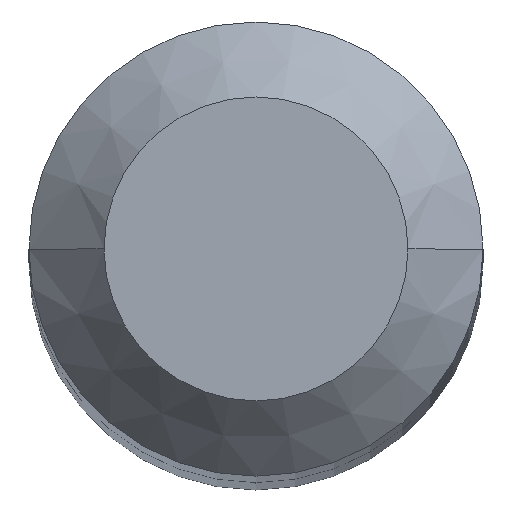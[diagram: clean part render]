
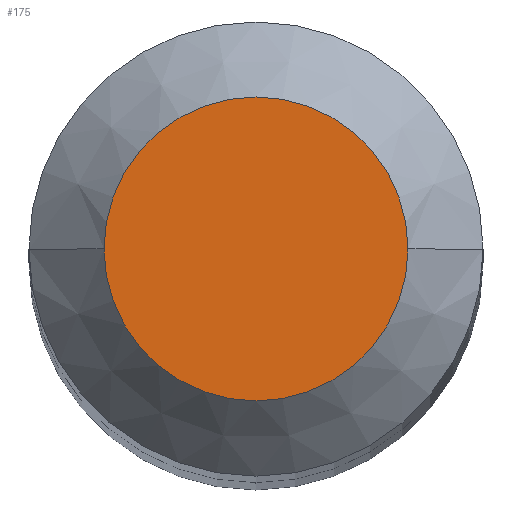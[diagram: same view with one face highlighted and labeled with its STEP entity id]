
A CAD part, top view. The second image highlights one B-rep face of the part: STEP entity #175.
In plain terms, the highlighted planar face has unit normal (0, 0, 1).
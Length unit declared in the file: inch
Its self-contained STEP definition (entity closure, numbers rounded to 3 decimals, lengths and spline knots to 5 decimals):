
#8 = DIRECTION ( 'NONE',  ( 1., 0., 0. ) ) ;
#9 = CARTESIAN_POINT ( 'NONE',  ( 0., 0., 0. ) ) ;
#12 = DIRECTION ( 'NONE',  ( 1., 0., 0. ) ) ;
#44 = VERTEX_POINT ( 'NONE', #348 ) ;
#47 = AXIS2_PLACEMENT_3D ( 'NONE', #170, #111, #8 ) ;
#111 = DIRECTION ( 'NONE',  ( 0., 0., 1. ) ) ;
#140 = EDGE_CURVE ( 'NONE', #147, #44, #251, .T. ) ;
#142 = ORIENTED_EDGE ( 'NONE', *, *, #194, .T. ) ;
#147 = VERTEX_POINT ( 'NONE', #198 ) ;
#170 = CARTESIAN_POINT ( 'NONE',  ( 0., 0., 0. ) ) ;
#171 = EDGE_LOOP ( 'NONE', ( #142, #211 ) ) ;
#172 = CARTESIAN_POINT ( 'NONE',  ( 0., 0., 0. ) ) ;
#175 = ADVANCED_FACE ( 'NONE', ( #259 ), #231, .F. ) ;
#194 = EDGE_CURVE ( 'NONE', #44, #147, #333, .T. ) ;
#198 = CARTESIAN_POINT ( 'NONE',  ( 0.06325, 0., 0. ) ) ;
#211 = ORIENTED_EDGE ( 'NONE', *, *, #140, .T. ) ;
#231 = PLANE ( 'NONE',  #310 ) ;
#235 = AXIS2_PLACEMENT_3D ( 'NONE', #172, #312, #12 ) ;
#238 = DIRECTION ( 'NONE',  ( 0., 0., -1. ) ) ;
#251 = CIRCLE ( 'NONE', #47, 0.06325 ) ;
#259 = FACE_OUTER_BOUND ( 'NONE', #171, .T. ) ;
#310 = AXIS2_PLACEMENT_3D ( 'NONE', #9, #238, #340 ) ;
#312 = DIRECTION ( 'NONE',  ( 0., 0., 1. ) ) ;
#333 = CIRCLE ( 'NONE', #235, 0.06325 ) ;
#340 = DIRECTION ( 'NONE',  ( -1., 0., 0. ) ) ;
#348 = CARTESIAN_POINT ( 'NONE',  ( -0.06325, 0., 0. ) ) ;
